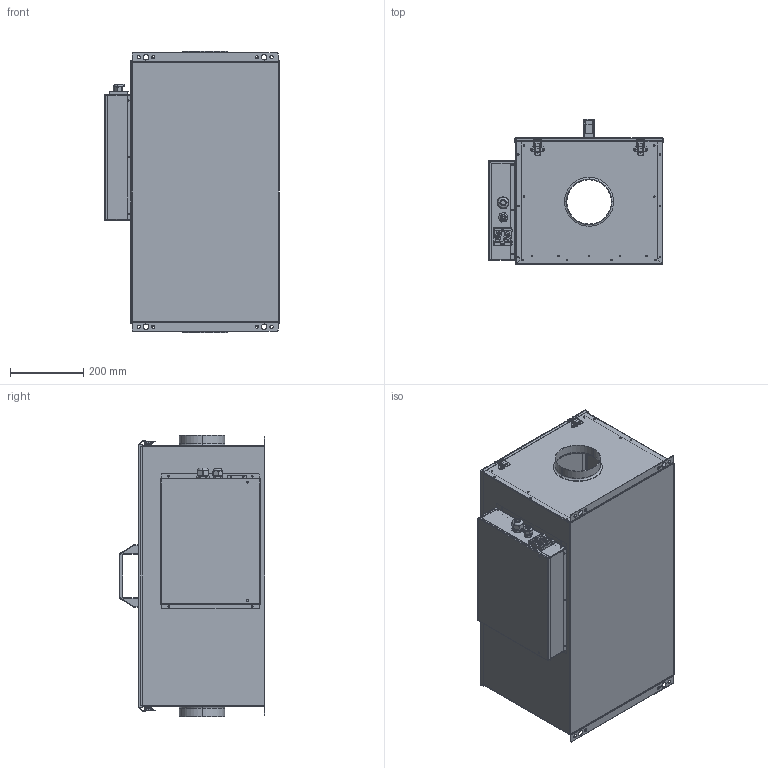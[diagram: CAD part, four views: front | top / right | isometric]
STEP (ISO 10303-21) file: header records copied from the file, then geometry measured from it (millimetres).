
FILE_DESCRIPTION (( 'STEP AP203' ), '1' );
FILE_NAME ('153229-00_FFH125EC20_step.step', '2020-01-28T13:01:07', ( '' ), ( '' ), 'SwSTEP 2.0', 'SolidWorks 2017', '' );
FILE_SCHEMA (( 'CONFIG_CONTROL_DESIGN' ));
Length unit declared in the file: millimetre
Products named in the file (1): 153229-00_FFH125EC20_step
Bounding box: 477.6 x 397.8 x 770 mm (x, y, z)
Surface area: 3193532.9 mm2 (no closed solid volume)
Topology: 0 solids, 59 shells, 886 faces, 3109 edges, 2235 vertices
Faces by surface type: cylinder 474, plane 277, bspline 88, torus 32, cone 15
Entity records: 36274 total; most frequent: CARTESIAN_POINT 8865, DIRECTION 6061, ORIENTED_EDGE 4853, EDGE_CURVE 3109, AXIS2_PLACEMENT_3D 2305, VERTEX_POINT 2235, CIRCLE 1506, VECTOR 1451
